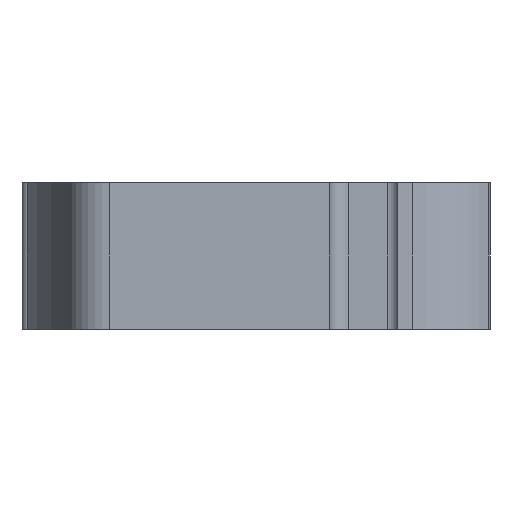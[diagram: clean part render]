
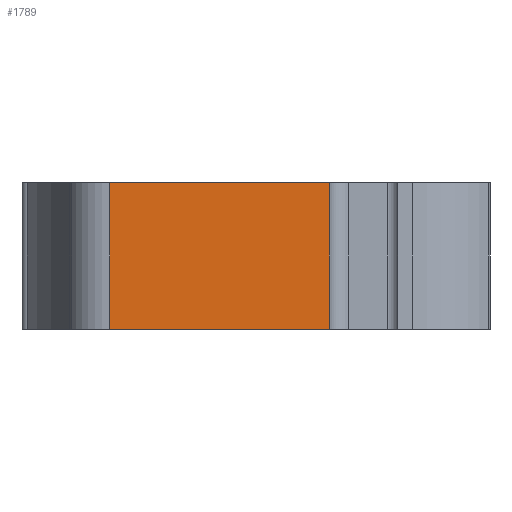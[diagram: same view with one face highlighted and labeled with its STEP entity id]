
A CAD part, left-side view. The second image highlights one B-rep face of the part: STEP entity #1789.
In plain terms, the highlighted planar face has unit normal (-1, 0, 0).
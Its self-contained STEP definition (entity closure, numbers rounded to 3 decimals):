
#139 = LINE ( 'NONE', #849, #739 ) ;
#173 = EDGE_LOOP ( 'NONE', ( #237, #2410, #2795, #472 ) ) ;
#196 = DIRECTION ( 'NONE',  ( 0., 1., 0. ) ) ;
#237 = ORIENTED_EDGE ( 'NONE', *, *, #1284, .T. ) ;
#240 = CARTESIAN_POINT ( 'NONE',  ( 0., 24.633, 5. ) ) ;
#472 = ORIENTED_EDGE ( 'NONE', *, *, #2066, .T. ) ;
#502 = VERTEX_POINT ( 'NONE', #2134 ) ;
#699 = FACE_OUTER_BOUND ( 'NONE', #173, .T. ) ;
#739 = VECTOR ( 'NONE', #3191, 1000. ) ;
#824 = CARTESIAN_POINT ( 'NONE',  ( 0., 24.633, -5. ) ) ;
#846 = AXIS2_PLACEMENT_3D ( 'NONE', #1202, #1743, #196 ) ;
#849 = CARTESIAN_POINT ( 'NONE',  ( 0., 24.633, 5. ) ) ;
#1038 = DIRECTION ( 'NONE',  ( 0., -1., 0. ) ) ;
#1167 = VECTOR ( 'NONE', #1038, 1000. ) ;
#1202 = CARTESIAN_POINT ( 'NONE',  ( 0., 9.633, 5. ) ) ;
#1222 = CARTESIAN_POINT ( 'NONE',  ( 0., 9.633, 5. ) ) ;
#1252 = LINE ( 'NONE', #2100, #1167 ) ;
#1284 = EDGE_CURVE ( 'NONE', #2024, #502, #2176, .T. ) ;
#1351 = EDGE_CURVE ( 'NONE', #3109, #502, #2013, .T. ) ;
#1469 = VECTOR ( 'NONE', #2559, 1000. ) ;
#1524 = CARTESIAN_POINT ( 'NONE',  ( 0., 9.633, 5. ) ) ;
#1743 = DIRECTION ( 'NONE',  ( 1., 0., 0. ) ) ;
#1789 = ADVANCED_FACE ( 'NONE', ( #699 ), #2509, .F. ) ;
#1803 = DIRECTION ( 'NONE',  ( 0., 0., -1. ) ) ;
#2013 = LINE ( 'NONE', #1524, #2611 ) ;
#2024 = VERTEX_POINT ( 'NONE', #824 ) ;
#2066 = EDGE_CURVE ( 'NONE', #2474, #2024, #139, .T. ) ;
#2100 = CARTESIAN_POINT ( 'NONE',  ( 0., 9.633, 5. ) ) ;
#2134 = CARTESIAN_POINT ( 'NONE',  ( 0., 9.633, -5. ) ) ;
#2176 = LINE ( 'NONE', #2309, #1469 ) ;
#2309 = CARTESIAN_POINT ( 'NONE',  ( 0., 9.633, -5. ) ) ;
#2410 = ORIENTED_EDGE ( 'NONE', *, *, #1351, .F. ) ;
#2474 = VERTEX_POINT ( 'NONE', #240 ) ;
#2509 = PLANE ( 'NONE',  #846 ) ;
#2559 = DIRECTION ( 'NONE',  ( 0., -1., 0. ) ) ;
#2584 = EDGE_CURVE ( 'NONE', #2474, #3109, #1252, .T. ) ;
#2611 = VECTOR ( 'NONE', #1803, 1000. ) ;
#2795 = ORIENTED_EDGE ( 'NONE', *, *, #2584, .F. ) ;
#3109 = VERTEX_POINT ( 'NONE', #1222 ) ;
#3191 = DIRECTION ( 'NONE',  ( 0., 0., -1. ) ) ;
